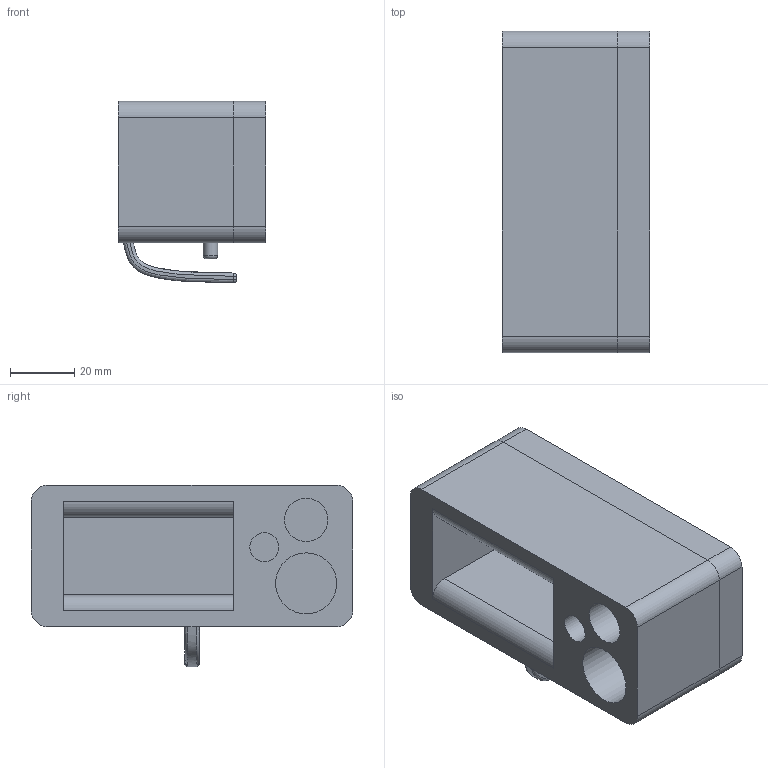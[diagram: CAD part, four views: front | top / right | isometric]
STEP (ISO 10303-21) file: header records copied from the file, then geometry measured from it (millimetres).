
FILE_DESCRIPTION(/* description */ ('STEP AP242','CAx-IF Rec.Pracs.---Representation and Presentation of Product Manufacturing Information (PMI)---4.0---2014-10-13','CAx-IF Rec.Pracs.---3D Tessellated Geometry---0.4---2014-09-14','2;1'),/* implementation_level */ '2;1');
FILE_NAME(/* name */ '67c7010c7023d55e1e4aa4f2',/* time_stamp */ '2025-03-04T13:33:01Z',/* author */ (''),/* organization */ (''),/* preprocessor_version */ 'ST-DEVELOPER v20',/* originating_system */ 'ONSHAPE BY PTC INC, 1.194',/* authorisation */ ' ');
FILE_SCHEMA (('AP242_MANAGED_MODEL_BASED_3D_ENGINEERING_MIM_LF { 1 0 10303 442 1 1 4 }'));
Length unit declared in the file: metre
Products named in the file (5): Part 3; Part 2; Part 1; Part 4; Part 5
Bounding box: 46 x 100 x 56.41 mm (x, y, z)
Volume: 138563.4 mm3; surface area: 38076.1 mm2
Topology: 5 solids, 5 shells, 57 faces, 132 edges, 81 vertices
Faces by surface type: plane 26, cylinder 20, bspline 6, sphere 4, torus 1
Full cylindrical faces by diameter (mm): 4.5 x1, 9 x1, 13.5 x1, 19 x1
Entity records: 2000 total; most frequent: CARTESIAN_POINT 600, DIRECTION 276, ORIENTED_EDGE 246, EDGE_CURVE 123, AXIS2_PLACEMENT_3D 105, VERTEX_POINT 81, EDGE_LOOP 70, FACE_BOUND 70
